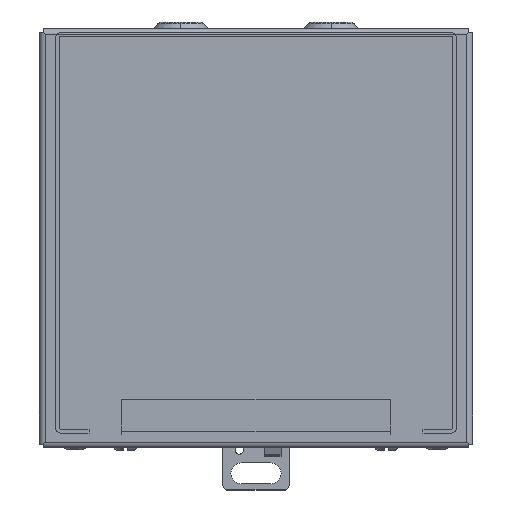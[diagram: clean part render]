
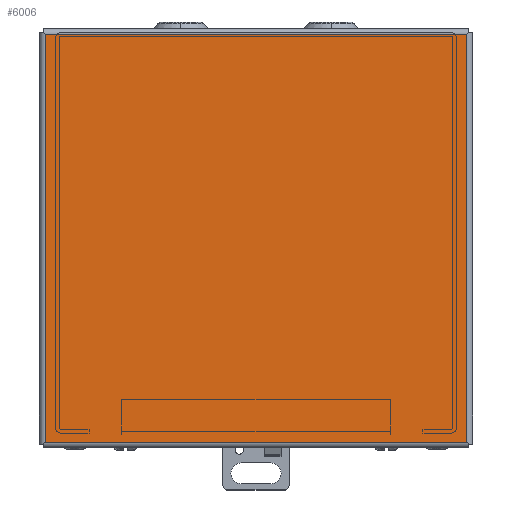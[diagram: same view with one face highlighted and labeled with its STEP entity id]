
A CAD part, top view. The second image highlights one B-rep face of the part: STEP entity #6006.
In plain terms, the highlighted planar face has unit normal (0, 0, 1).
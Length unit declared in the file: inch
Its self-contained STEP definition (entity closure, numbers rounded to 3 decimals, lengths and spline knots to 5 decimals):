
#846 = CARTESIAN_POINT ( 'NONE',  ( -3.1585, -0.029, 9.0285 ) ) ;
#999 = LINE ( 'NONE', #1232, #5779 ) ;
#1232 = CARTESIAN_POINT ( 'NONE',  ( 3.1585, -0.029, 9.0285 ) ) ;
#1651 = VERTEX_POINT ( 'NONE', #3945 ) ;
#2219 = CARTESIAN_POINT ( 'NONE',  ( 3.1585, -0.029, 9.0285 ) ) ;
#3329 = DIRECTION ( 'NONE',  ( 0., 1., 0. ) ) ;
#3701 = VECTOR ( 'NONE', #3329, 39.37008 ) ;
#3915 = EDGE_CURVE ( 'NONE', #11233, #1651, #4377, .T. ) ;
#3945 = CARTESIAN_POINT ( 'NONE',  ( -3.1585, -6.135, 9.0285 ) ) ;
#4377 = LINE ( 'NONE', #13799, #9897 ) ;
#4612 = DIRECTION ( 'NONE',  ( 0., -1., 0. ) ) ;
#4661 = CARTESIAN_POINT ( 'NONE',  ( 3.1585, -0.029, 9.0285 ) ) ;
#4755 = CARTESIAN_POINT ( 'NONE',  ( -3.1585, -6.135, 9.0285 ) ) ;
#5412 = DIRECTION ( 'NONE',  ( 1., 0., 0. ) ) ;
#5779 = VECTOR ( 'NONE', #4612, 39.37008 ) ;
#6006 = ADVANCED_FACE ( 'NONE', ( #10441 ), #15506, .T. ) ;
#6636 = AXIS2_PLACEMENT_3D ( 'NONE', #4661, #8211, #8055 ) ;
#6748 = CARTESIAN_POINT ( 'NONE',  ( -3.1585, -0.029, 9.0285 ) ) ;
#8014 = LINE ( 'NONE', #846, #10511 ) ;
#8049 = ORIENTED_EDGE ( 'NONE', *, *, #9636, .F. ) ;
#8055 = DIRECTION ( 'NONE',  ( -1., 0., 0. ) ) ;
#8211 = DIRECTION ( 'NONE',  ( 0., 0., 1. ) ) ;
#9280 = DIRECTION ( 'NONE',  ( -1., 0., 0. ) ) ;
#9298 = ORIENTED_EDGE ( 'NONE', *, *, #13013, .F. ) ;
#9636 = EDGE_CURVE ( 'NONE', #11567, #13161, #8014, .T. ) ;
#9897 = VECTOR ( 'NONE', #9280, 39.37008 ) ;
#10344 = EDGE_LOOP ( 'NONE', ( #11284, #13319, #9298, #8049 ) ) ;
#10441 = FACE_OUTER_BOUND ( 'NONE', #10344, .T. ) ;
#10511 = VECTOR ( 'NONE', #5412, 39.37008 ) ;
#10617 = LINE ( 'NONE', #4755, #3701 ) ;
#11233 = VERTEX_POINT ( 'NONE', #11544 ) ;
#11284 = ORIENTED_EDGE ( 'NONE', *, *, #15600, .F. ) ;
#11544 = CARTESIAN_POINT ( 'NONE',  ( 3.1585, -6.135, 9.0285 ) ) ;
#11567 = VERTEX_POINT ( 'NONE', #6748 ) ;
#13013 = EDGE_CURVE ( 'NONE', #13161, #11233, #999, .T. ) ;
#13161 = VERTEX_POINT ( 'NONE', #2219 ) ;
#13319 = ORIENTED_EDGE ( 'NONE', *, *, #3915, .F. ) ;
#13799 = CARTESIAN_POINT ( 'NONE',  ( 3.1585, -6.135, 9.0285 ) ) ;
#15506 = PLANE ( 'NONE',  #6636 ) ;
#15600 = EDGE_CURVE ( 'NONE', #1651, #11567, #10617, .T. ) ;
